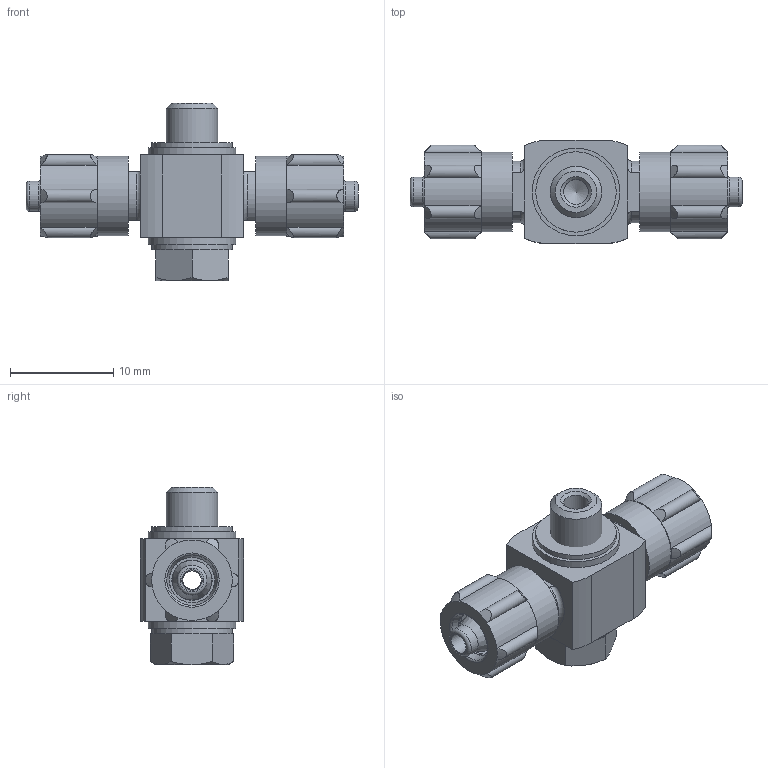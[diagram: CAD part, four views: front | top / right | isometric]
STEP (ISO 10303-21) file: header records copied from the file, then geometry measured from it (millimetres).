
FILE_DESCRIPTION(/* description */ ('STEP AP214'),/* implementation_level */ '2;1');
FILE_NAME(/* name */ '4484_TCK-M5-PK-3',/* time_stamp */ '2024-09-15T15:29:32+02:00',/* author */ ('License CC BY-ND 4.0'),/* organization */ ('CADENAS'),/* preprocessor_version */ 'ST-DEVELOPER v19.3',/* originating_system */ 'PARTsolutions',/* authorisation */ ' ');
FILE_SCHEMA (('AUTOMOTIVE_DESIGN {1 0 10303 214 3 1 1}'));
Length unit declared in the file: millimetre
Products named in the file (6): 4484 TCK-M5-PK-3; 4484 TCK-M5-PK-3_D; 693564 TCK-M5-PK-3; 130850 OK-M5; 693566 HL-M5-PK-3; 205254 MCK-PK-3
Assembly tree (7 placements, depth 2):
  4484 TCK-M5-PK-3
    4484 TCK-M5-PK-3_D
    693564 TCK-M5-PK-3
    130850 OK-M5  x2
    693566 HL-M5-PK-3
    205254 MCK-PK-3  x2
Bounding box: 32.2 x 10 x 17.2 mm (x, y, z)
Volume: 1821.8 mm3; surface area: 2605.4 mm2
Topology: 6 solids, 6 shells, 157 faces, 325 edges, 191 vertices
Faces by surface type: cylinder 59, cone 45, plane 39, torus 14
Full cylindrical faces by diameter (mm): 1.8 x2, 2 x2, 2.4 x1, 2.9 x2, 3.4 x2, 3.9 x2, 4.3 x3, 4.4 x2, 5 x2, 5.188 x2, 5.2 x1, 7.7 x2, 7.8 x2, 8.5 x2
Entity records: 3249 total; most frequent: CARTESIAN_POINT 736, DIRECTION 512, ORIENTED_EDGE 410, AXIS2_PLACEMENT_3D 228, EDGE_CURVE 205, FACE_BOUND 181, EDGE_LOOP 180, VERTEX_POINT 146
